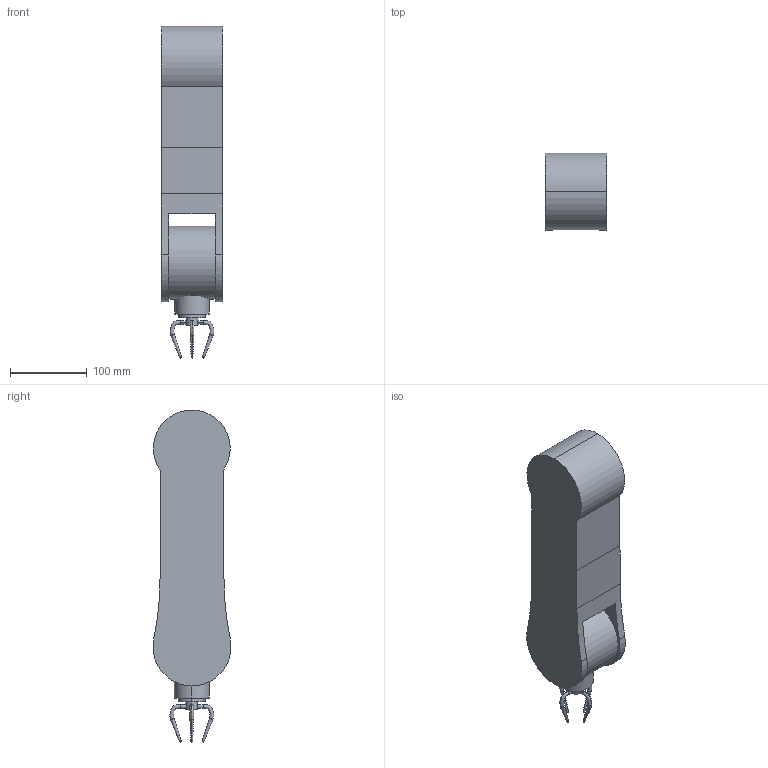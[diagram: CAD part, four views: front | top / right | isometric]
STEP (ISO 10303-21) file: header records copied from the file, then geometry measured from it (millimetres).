
FILE_DESCRIPTION (( 'STEP AP203' ), '1' );
FILE_NAME ('Link2_Default_sldprt.STEP', '2023-05-02T16:19:04', ( '' ), ( '' ), 'SwSTEP 2.0', 'SolidWorks 2020', '' );
FILE_SCHEMA (( 'CONFIG_CONTROL_DESIGN' ));
Length unit declared in the file: millimetre
Products named in the file (1): Link2_Default_sldprt
Bounding box: 80 x 101.45 x 432.19 mm (x, y, z)
Volume: 2275108.3 mm3; surface area: 150756.3 mm2
Topology: 2 solids, 2 shells, 64 faces, 160 edges, 96 vertices
Faces by surface type: cylinder 28, plane 12, cone 8, bspline 8, torus 8
Entity records: 3599 total; most frequent: CARTESIAN_POINT 2061, DIRECTION 310, ORIENTED_EDGE 304, EDGE_CURVE 152, AXIS2_PLACEMENT_3D 129, VERTEX_POINT 96, CIRCLE 72, EDGE_LOOP 70
